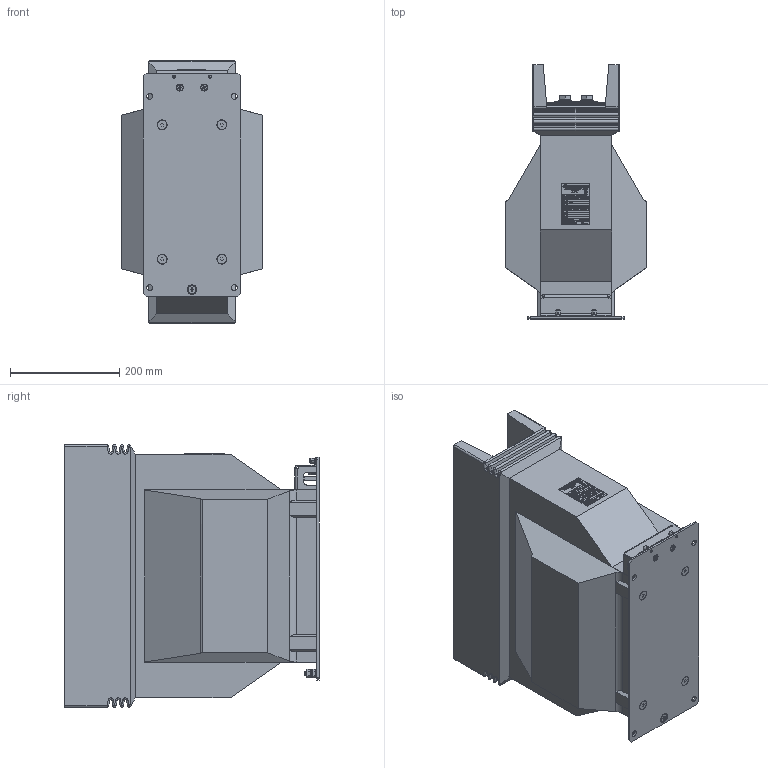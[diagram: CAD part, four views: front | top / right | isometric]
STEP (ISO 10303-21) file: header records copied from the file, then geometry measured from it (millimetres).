
FILE_DESCRIPTION (( 'STEP AP214' ), '1' );
FILE_NAME ('ﾒﾋﾊ-ﾑﾒ-35-1.2ﾌ (2500ﾀ).STEP', '2023-07-26T03:53:36', ( '' ), ( '' ), 'SwSTEP 2.0', 'SolidWorks 2014', '' );
FILE_SCHEMA (( 'AUTOMOTIVE_DESIGN' ));
Length unit declared in the file: millimetre
Products named in the file (28): Âèíò ïîòàé ñ âí. øåñò. DIN 7991_8å20; ÂÅÈÓ.754312.182À Òàáëè÷êà òåõíè÷åñêèõ äàííûõ ÒËÊ-ÑÒ_-00; 屡扔.758181.002 妈眚 镫铎徼痤忸黜; ÂÅÈÓ.735314.029 Êðûøêà çàùèòíàÿ ÒËÊ-35-1; ÇÍÈÎË-35; ﾂﾅﾈﾓ.733411.011 ﾎ魵瑙韃; ÂÅÈÓ.671213.558 Ñáîðêà òðàíñôîðìàòîðà ñ çàëèâêîé ÒËÊ-ÑÒ-35-1.2Ì_-00; Áîëò DIN 933_5å10; Äîçàëèâêà áàðüåðîâ^ÂÅÈÓ.671213.558 Ñáîðêà òðàíñôîðìàòîðà ñ çàëèâêîé ÒËÊ-ÑÒ-35-1.2Ì; ﾘ琺矜 DIN 127 B_5; ÂÅÈÓ.671213.543 Ñáîðêà òðàíñôîðìàòîðà ñ çàëèâêîé ÒËÊ-ÑÒ-35-1.2_-00; ﾘ琺矜 DIN 125 ﾀ_5.01.019; ÂÅÈÓ.671213.340 Ñáîðêà àêòèâíîé ÷àñòè ÒËÊ-ÑÒ-35-1.2_2500; Áîëò DIN 933_12å30 ; 屡扔.757465.024 袜觐礤黜桕; ﾘ琺矜 DIN 127 B_12; ﾂﾅﾈﾓ.685461.006 ﾂ頸鶴_-03(2500); ﾘ琺矜 DIN 125 ﾀ_12.01.019; 屡扔.758472.007 绵殛郷-02; ﾘ琺矜 DIN 127 B_6; Êîðïóñ ÒËÊ-35-1.2^ÂÅÈÓ.671213.543 Ñáîðêà òðàíñôîðìàòîðà ñ çàëèâêîé ÒËÊ-ÑÒ-35-1.2_2500€ 3å ®¡¬; Ãàéêà øåñòèãðàííàÿ DIN 934_6; ﾘ琺矜 DIN 125 ﾀ_6.01.019; ﾒﾋﾊ-ﾑﾒ-35-1.2ﾌ (2500ﾀ); ﾘ琺矜 DIN 127 B_8; Ãàéêà øåñòèãðàííàÿ DIN 934_8; ﾘ琺矜 DIN 125 ﾀ_8.01.019; Âèíò DIN 965_Œ6å20; Âèíò DIN 965_Œ8å25
Assembly tree (82 placements, depth 5):
  ﾂﾅﾈﾓ.685461.006 ﾂ頸鶴_-03(2500)
  ﾒﾋﾊ-ﾑﾒ-35-1.2ﾌ (2500ﾀ)
    ÂÅÈÓ.671213.558 Ñáîðêà òðàíñôîðìàòîðà ñ çàëèâêîé ÒËÊ-ÑÒ-35-1.2Ì_-00
      ÂÅÈÓ.671213.543 Ñáîðêà òðàíñôîðìàòîðà ñ çàëèâêîé ÒËÊ-ÑÒ-35-1.2_-00
        Êîðïóñ ÒËÊ-35-1.2^ÂÅÈÓ.671213.543 Ñáîðêà òðàíñôîðìàòîðà ñ çàëèâêîé ÒËÊ-ÑÒ-35-1.2_2500€ 3å ®¡¬
        屡扔.758472.007 绵殛郷-02  x6
        ÂÅÈÓ.671213.340 Ñáîðêà àêòèâíîé ÷àñòè ÒËÊ-ÑÒ-35-1.2_2500
          屡扔.757465.024 袜觐礤黜桕  x2
      Äîçàëèâêà áàðüåðîâ^ÂÅÈÓ.671213.558 Ñáîðêà òðàíñôîðìàòîðà ñ çàëèâêîé ÒËÊ-ÑÒ-35-1.2Ì
    ﾂﾅﾈﾓ.733411.011 ﾎ魵瑙韃
    ÂÅÈÓ.735314.029 Êðûøêà çàùèòíàÿ ÒËÊ-35-1; ÇÍÈÎË-35
    屡扔.758181.002 妈眚 镫铎徼痤忸黜  x2
    ÂÅÈÓ.754312.182À Òàáëè÷êà òåõíè÷åñêèõ äàííûõ ÒËÊ-ÑÒ_-00
    Âèíò ïîòàé ñ âí. øåñò. DIN 7991_8å20  x4
    Âèíò DIN 965_Œ8å25
    Âèíò DIN 965_Œ6å20  x2
    ﾘ琺矜 DIN 125 ﾀ_8.01.019  x2
    Ãàéêà øåñòèãðàííàÿ DIN 934_8  x2
    ﾘ琺矜 DIN 127 B_8
    ﾘ琺矜 DIN 125 ﾀ_6.01.019  x4
    Ãàéêà øåñòèãðàííàÿ DIN 934_6  x4
    ﾘ琺矜 DIN 127 B_6  x2
    ﾘ琺矜 DIN 125 ﾀ_12.01.019  x8
    ﾘ琺矜 DIN 127 B_12  x8
    Áîëò DIN 933_12å30   x8
    ﾘ琺矜 DIN 125 ﾀ_5.01.019  x6
    ﾘ琺矜 DIN 127 B_5  x6
    Áîëò DIN 933_5å10  x6
Bounding box: 257 x 465.31 x 480 mm (x, y, z)
Volume: 30388315.1 mm3; surface area: 1320469.7 mm2
Topology: 79 solids, 79 shells, 4971 faces, 12758 edges, 8261 vertices
Faces by surface type: plane 2691, bspline 1169, cylinder 608, cone 318, torus 143, sphere 42
Entity records: 211074 total; most frequent: CARTESIAN_POINT 85034, ORIENTED_EDGE 21738, DIRECTION 15486, EDGE_CURVE 10869, VECTOR 7424, LINE 7424, VERTEX_POINT 7127, EDGE_LOOP 4556
